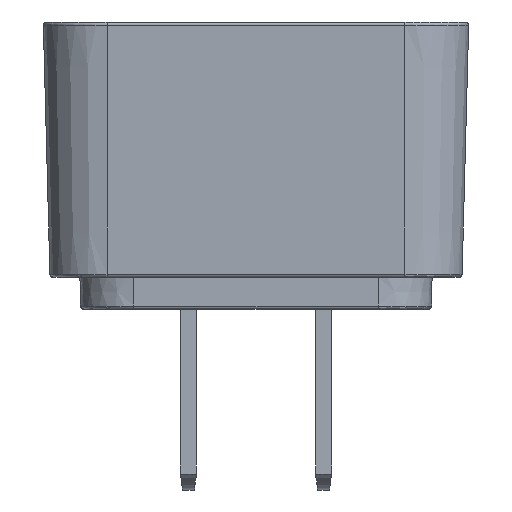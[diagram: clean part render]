
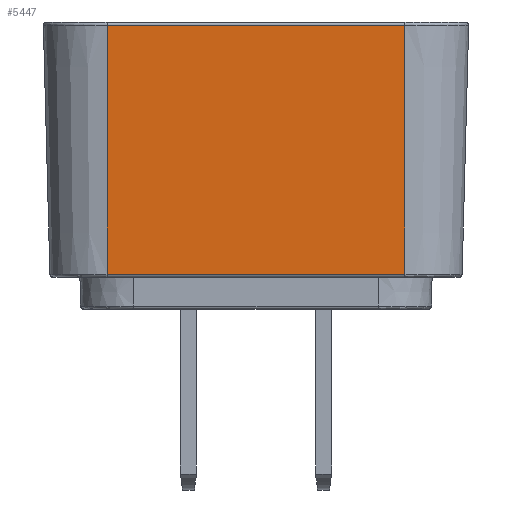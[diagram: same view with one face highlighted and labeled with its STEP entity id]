
A CAD part, left-side view. The second image highlights one B-rep face of the part: STEP entity #5447.
In plain terms, the highlighted planar face has unit normal (-1, 0, -0.026).
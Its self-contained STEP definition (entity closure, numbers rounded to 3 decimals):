
#156 = PLANE ( 'NONE',  #5377 ) ;
#969 = CARTESIAN_POINT ( 'NONE',  ( -27.129, -14., 0.292 ) ) ;
#2157 = DIRECTION ( 'NONE',  ( 0., 1., 0. ) ) ;
#2430 = CARTESIAN_POINT ( 'NONE',  ( -27.75, 14., 24. ) ) ;
#4096 = ORIENTED_EDGE ( 'NONE', *, *, #22218, .T. ) ;
#4834 = VECTOR ( 'NONE', #15713, 1000. ) ;
#4862 = ORIENTED_EDGE ( 'NONE', *, *, #30961, .T. ) ;
#5377 = AXIS2_PLACEMENT_3D ( 'NONE', #20174, #16947, #28571 ) ;
#5447 = ADVANCED_FACE ( 'NONE', ( #9900 ), #156, .T. ) ;
#5632 = VECTOR ( 'NONE', #2157, 1000. ) ;
#6604 = VERTEX_POINT ( 'NONE', #14644 ) ;
#6849 = VERTEX_POINT ( 'NONE', #30228 ) ;
#7063 = CARTESIAN_POINT ( 'NONE',  ( -27.129, -14.164, 0.292 ) ) ;
#7123 = LINE ( 'NONE', #37021, #29057 ) ;
#9636 = VERTEX_POINT ( 'NONE', #10573 ) ;
#9900 = FACE_OUTER_BOUND ( 'NONE', #23832, .T. ) ;
#10573 = CARTESIAN_POINT ( 'NONE',  ( -27.742, 14., 23.692 ) ) ;
#11094 = VECTOR ( 'NONE', #16738, 1000. ) ;
#14644 = CARTESIAN_POINT ( 'NONE',  ( -27.742, -14., 23.692 ) ) ;
#15606 = LINE ( 'NONE', #2430, #11094 ) ;
#15713 = DIRECTION ( 'NONE',  ( 0., 1., 0. ) ) ;
#16738 = DIRECTION ( 'NONE',  ( 0.026, 0., -1. ) ) ;
#16947 = DIRECTION ( 'NONE',  ( -1., 0., -0.026 ) ) ;
#18183 = ORIENTED_EDGE ( 'NONE', *, *, #20065, .T. ) ;
#20065 = EDGE_CURVE ( 'NONE', #32896, #6604, #7123, .T. ) ;
#20174 = CARTESIAN_POINT ( 'NONE',  ( -27.75, 15.903, 24. ) ) ;
#22218 = EDGE_CURVE ( 'NONE', #6604, #9636, #28492, .T. ) ;
#22981 = DIRECTION ( 'NONE',  ( -0.026, 0., 1. ) ) ;
#23677 = LINE ( 'NONE', #7063, #4834 ) ;
#23832 = EDGE_LOOP ( 'NONE', ( #18183, #4096, #4862, #24257 ) ) ;
#24257 = ORIENTED_EDGE ( 'NONE', *, *, #37143, .F. ) ;
#25103 = CARTESIAN_POINT ( 'NONE',  ( -27.742, 15.903, 23.692 ) ) ;
#28492 = LINE ( 'NONE', #25103, #5632 ) ;
#28571 = DIRECTION ( 'NONE',  ( -0.026, 0., 1. ) ) ;
#29057 = VECTOR ( 'NONE', #22981, 1000. ) ;
#30228 = CARTESIAN_POINT ( 'NONE',  ( -27.129, 14., 0.292 ) ) ;
#30961 = EDGE_CURVE ( 'NONE', #9636, #6849, #15606, .T. ) ;
#32896 = VERTEX_POINT ( 'NONE', #969 ) ;
#37021 = CARTESIAN_POINT ( 'NONE',  ( -27.75, -14., 24. ) ) ;
#37143 = EDGE_CURVE ( 'NONE', #32896, #6849, #23677, .T. ) ;
